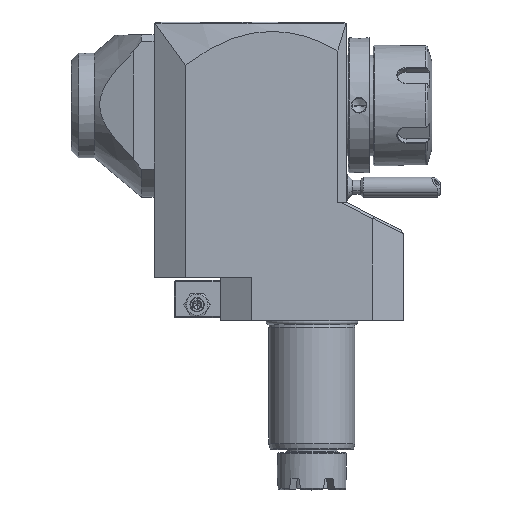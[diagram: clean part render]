
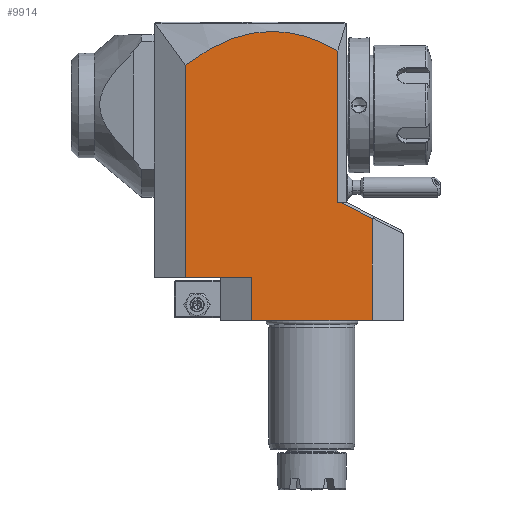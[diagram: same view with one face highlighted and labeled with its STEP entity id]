
A CAD part, top view. The second image highlights one B-rep face of the part: STEP entity #9914.
In plain terms, the highlighted planar face has unit normal (0, 0, 1).
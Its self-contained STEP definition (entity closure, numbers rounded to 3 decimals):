
#60=DIRECTION('',(0.,1.,0.));
#61=VECTOR('',#60,73.907);
#62=CARTESIAN_POINT('',(-21.,-26.,32.));
#63=LINE('',#62,#61);
#64=CARTESIAN_POINT('',(-21.,47.907,32.));
#65=CARTESIAN_POINT('',(-12.549,54.594,32.));
#66=CARTESIAN_POINT('',(4.714,62.449,32.));
#67=CARTESIAN_POINT('',(22.752,58.415,32.));
#68=CARTESIAN_POINT('',(32.,52.883,32.));
#70=DIRECTION('',(0.,-1.,0.));
#71=VECTOR('',#70,52.883);
#72=CARTESIAN_POINT('',(32.,52.883,32.));
#73=LINE('',#72,#71);
#74=DIRECTION('',(-0.891,0.454,0.));
#75=VECTOR('',#74,12.153);
#76=CARTESIAN_POINT('',(44.,-5.518,32.));
#77=LINE('',#76,#75);
#86=DIRECTION('',(0.,1.,0.));
#87=VECTOR('',#86,35.482);
#88=CARTESIAN_POINT('',(44.,-41.,32.));
#89=LINE('',#88,#87);
#172=DIRECTION('',(1.,0.,0.));
#173=VECTOR('',#172,23.);
#174=CARTESIAN_POINT('',(-21.,-26.,32.));
#175=LINE('',#174,#173);
#356=DIRECTION('',(1.,0.,0.));
#357=VECTOR('',#356,1.171);
#358=CARTESIAN_POINT('',(32.,0.,32.));
#359=LINE('',#358,#357);
#4567=DIRECTION('',(0.,-1.,0.));
#4568=VECTOR('',#4567,15.);
#4569=CARTESIAN_POINT('',(2.,-26.,32.));
#4570=LINE('',#4569,#4568);
#4595=DIRECTION('',(-1.,0.,0.));
#4596=VECTOR('',#4595,42.);
#4597=CARTESIAN_POINT('',(44.,-41.,32.));
#4598=LINE('',#4597,#4596);
#8593=VERTEX_POINT('',#64);
#8594=VERTEX_POINT('',#68);
#9052=CARTESIAN_POINT('',(33.171,0.,32.));
#9054=VERTEX_POINT('',#9052);
#9058=CARTESIAN_POINT('',(44.,-5.518,32.));
#9059=VERTEX_POINT('',#9058);
#9076=CARTESIAN_POINT('',(32.,0.,32.));
#9077=VERTEX_POINT('',#9076);
#9565=CARTESIAN_POINT('',(-21.,-26.,32.));
#9567=VERTEX_POINT('',#9565);
#9583=CARTESIAN_POINT('',(44.,-41.,32.));
#9584=VERTEX_POINT('',#9583);
#9585=CARTESIAN_POINT('',(2.,-41.,32.));
#9586=VERTEX_POINT('',#9585);
#9777=CARTESIAN_POINT('',(2.,-26.,32.));
#9778=VERTEX_POINT('',#9777);
#9890=CARTESIAN_POINT('',(-32.,0.,32.));
#9891=DIRECTION('',(0.,0.,1.));
#9892=DIRECTION('',(1.,0.,0.));
#9893=AXIS2_PLACEMENT_3D('',#9890,#9891,#9892);
#9894=PLANE('',#9893);
#9896=ORIENTED_EDGE('',*,*,#9895,.F.);
#9898=ORIENTED_EDGE('',*,*,#9897,.T.);
#9900=ORIENTED_EDGE('',*,*,#9899,.F.);
#9902=ORIENTED_EDGE('',*,*,#9901,.F.);
#9903=ORIENTED_EDGE('',*,*,#9877,.T.);
#9905=ORIENTED_EDGE('',*,*,#9904,.T.);
#9907=ORIENTED_EDGE('',*,*,#9906,.T.);
#9909=ORIENTED_EDGE('',*,*,#9908,.T.);
#9911=ORIENTED_EDGE('',*,*,#9910,.F.);
#9912=EDGE_LOOP('',(#9896,#9898,#9900,#9902,#9903,#9905,#9907,#9909,#9911));
#9913=FACE_OUTER_BOUND('',#9912,.F.);
#69=B_SPLINE_CURVE_WITH_KNOTS('',3,(#64,#65,#66,#67,#68),.UNSPECIFIED.,.F.,.F.,(
4,1,4),(0.,0.5,1.),.UNSPECIFIED.);
#9877=EDGE_CURVE('',#9567,#8593,#63,.T.);
#9895=EDGE_CURVE('',#9584,#9059,#89,.T.);
#9897=EDGE_CURVE('',#9584,#9586,#4598,.T.);
#9899=EDGE_CURVE('',#9778,#9586,#4570,.T.);
#9901=EDGE_CURVE('',#9567,#9778,#175,.T.);
#9904=EDGE_CURVE('',#8593,#8594,#69,.T.);
#9906=EDGE_CURVE('',#8594,#9077,#73,.T.);
#9908=EDGE_CURVE('',#9077,#9054,#359,.T.);
#9910=EDGE_CURVE('',#9059,#9054,#77,.T.);
#9914=ADVANCED_FACE('',(#9913),#9894,.T.);
